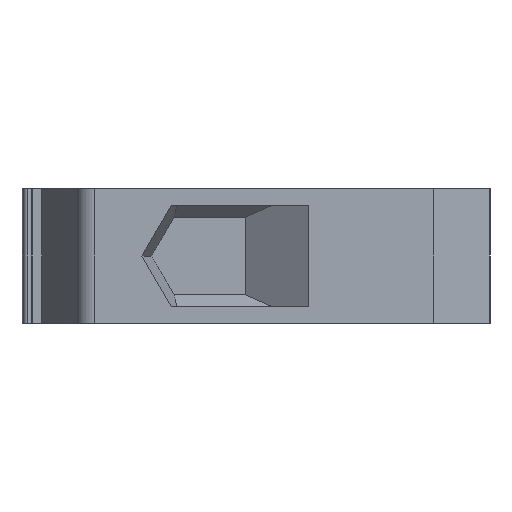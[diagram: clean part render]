
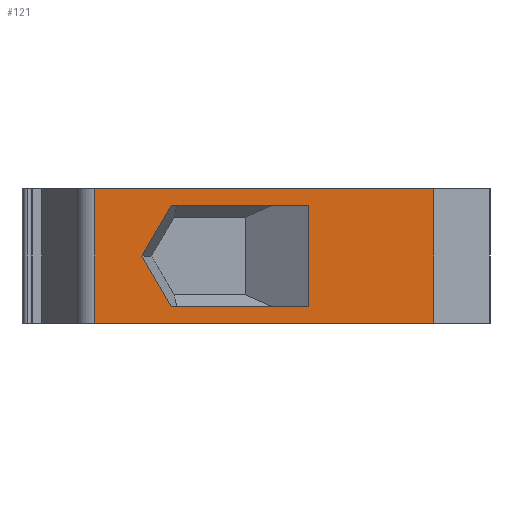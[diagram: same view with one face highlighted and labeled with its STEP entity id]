
A CAD part, left-side view. The second image highlights one B-rep face of the part: STEP entity #121.
In plain terms, the highlighted planar face has unit normal (-1, 0, 0).
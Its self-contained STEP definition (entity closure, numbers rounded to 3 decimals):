
#121=ADVANCED_FACE('',(#677,#679),#681,.T.);
#677=FACE_BOUND('',#678,.T.);
#678=EDGE_LOOP('',(#1322,#1323,#1324,#1325));
#679=FACE_BOUND('',#680,.T.);
#680=EDGE_LOOP('',(#1326,#1327,#1328,#1329,#1330));
#681=PLANE('',#682);
#682=AXIS2_PLACEMENT_3D('',#683,#684,#685);
#683=CARTESIAN_POINT('',(-60.4,37.5,-10.1));
#684=DIRECTION('',(-1.,0.,0.));
#685=DIRECTION('',(0.,-1.,0.));
#1322=ORIENTED_EDGE('',*,*,#1559,.F.);
#1323=ORIENTED_EDGE('',*,*,#1701,.T.);
#1324=ORIENTED_EDGE('',*,*,#1535,.T.);
#1325=ORIENTED_EDGE('',*,*,#1768,.F.);
#1326=ORIENTED_EDGE('',*,*,#1735,.T.);
#1327=ORIENTED_EDGE('',*,*,#1589,.T.);
#1328=ORIENTED_EDGE('',*,*,#1731,.F.);
#1329=ORIENTED_EDGE('',*,*,#1569,.T.);
#1330=ORIENTED_EDGE('',*,*,#1531,.F.);
#1531=EDGE_CURVE('',#1847,#1842,#1849,.T.);
#1535=EDGE_CURVE('',#1850,#1855,#1857,.T.);
#1559=EDGE_CURVE('',#1903,#1904,#1905,.T.);
#1569=EDGE_CURVE('',#1923,#1842,#1924,.T.);
#1589=EDGE_CURVE('',#1960,#1961,#1962,.T.);
#1701=EDGE_CURVE('',#1903,#1850,#2152,.T.);
#1731=EDGE_CURVE('',#1923,#1961,#2198,.T.);
#1735=EDGE_CURVE('',#1847,#1960,#2204,.T.);
#1768=EDGE_CURVE('',#1904,#1855,#2250,.T.);
#1842=VERTEX_POINT('',#2372);
#1847=VERTEX_POINT('',#2381);
#1849=LINE('',#2385,#2386);
#1850=VERTEX_POINT('',#2388);
#1855=VERTEX_POINT('',#2398);
#1857=LINE('',#2403,#2404);
#1903=VERTEX_POINT('',#2501);
#1904=VERTEX_POINT('',#2502);
#1905=LINE('',#2503,#2504);
#1923=VERTEX_POINT('',#2541);
#1924=LINE('',#2542,#2543);
#1960=VERTEX_POINT('',#2618);
#1961=VERTEX_POINT('',#2619);
#1962=LINE('',#2620,#2621);
#2152=LINE('',#3051,#3052);
#2198=LINE('',#3162,#3163);
#2204=LINE('',#3176,#3177);
#2250=LINE('',#3303,#3304);
#2372=CARTESIAN_POINT('',(-60.4,61.731,-1.596));
#2381=CARTESIAN_POINT('',(-60.4,38.743,-1.596));
#2385=CARTESIAN_POINT('',(-60.4,38.743,-1.596));
#2386=VECTOR('',#2387,1.);
#2387=DIRECTION('',(0.,1.,0.));
#2388=CARTESIAN_POINT('',(-60.4,74.53,1.15));
#2398=CARTESIAN_POINT('',(-60.4,74.53,-21.35));
#2403=CARTESIAN_POINT('',(-60.4,74.53,1.15));
#2404=VECTOR('',#2405,1.);
#2405=DIRECTION('',(0.,0.,-1.));
#2501=CARTESIAN_POINT('',(-60.4,17.78,1.15));
#2502=CARTESIAN_POINT('',(-60.4,17.78,-21.35));
#2503=CARTESIAN_POINT('',(-60.4,17.78,1.15));
#2504=VECTOR('',#2505,1.);
#2505=DIRECTION('',(0.,0.,-1.));
#2541=CARTESIAN_POINT('',(-60.4,66.641,-10.1));
#2542=CARTESIAN_POINT('',(-60.4,66.641,-10.1));
#2543=VECTOR('',#2544,1.);
#2544=DIRECTION('',(0.,-0.5,0.866));
#2618=CARTESIAN_POINT('',(-60.4,38.743,-18.604));
#2619=CARTESIAN_POINT('',(-60.4,61.731,-18.604));
#2620=CARTESIAN_POINT('',(-60.4,38.743,-18.604));
#2621=VECTOR('',#2622,1.);
#2622=DIRECTION('',(0.,1.,0.));
#3051=CARTESIAN_POINT('',(-60.4,17.78,1.15));
#3052=VECTOR('',#3053,1.);
#3053=DIRECTION('',(0.,1.,0.));
#3162=CARTESIAN_POINT('',(-60.4,66.641,-10.1));
#3163=VECTOR('',#3164,1.);
#3164=DIRECTION('',(0.,-0.5,-0.866));
#3176=CARTESIAN_POINT('',(-60.4,38.743,-1.596));
#3177=VECTOR('',#3178,1.);
#3178=DIRECTION('',(0.,0.,-1.));
#3303=CARTESIAN_POINT('',(-60.4,17.78,-21.35));
#3304=VECTOR('',#3305,1.);
#3305=DIRECTION('',(0.,1.,0.));
